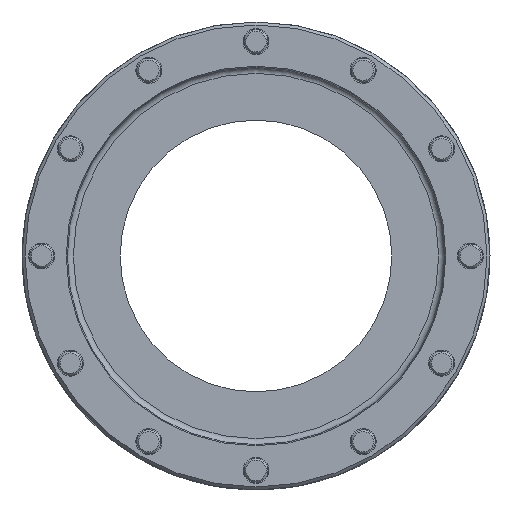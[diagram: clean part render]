
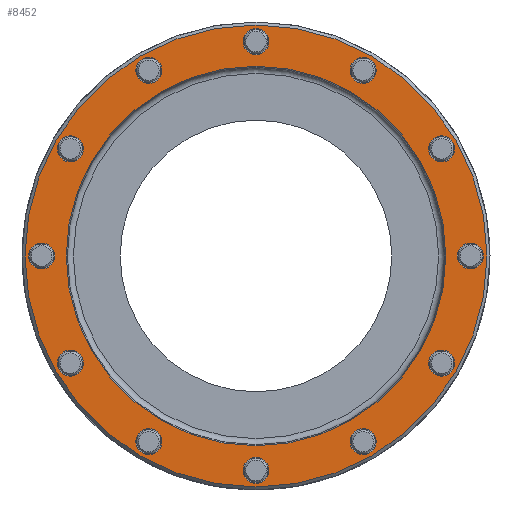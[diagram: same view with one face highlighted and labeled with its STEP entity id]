
A CAD part, left-side view. The second image highlights one B-rep face of the part: STEP entity #8452.
In plain terms, the highlighted planar face has unit normal (-1, 0, 0).
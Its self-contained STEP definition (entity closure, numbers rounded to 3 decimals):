
#3283=ORIENTED_EDGE('',*,*,#4450,.F.);
#3284=ORIENTED_EDGE('',*,*,#4453,.T.);
#3285=ORIENTED_EDGE('',*,*,#4458,.F.);
#3286=ORIENTED_EDGE('',*,*,#4459,.F.);
#3287=ORIENTED_EDGE('',*,*,#4460,.F.);
#3288=ORIENTED_EDGE('',*,*,#4461,.F.);
#3289=ORIENTED_EDGE('',*,*,#4462,.F.);
#3290=ORIENTED_EDGE('',*,*,#4463,.F.);
#3291=ORIENTED_EDGE('',*,*,#4464,.F.);
#3292=ORIENTED_EDGE('',*,*,#4465,.F.);
#3293=ORIENTED_EDGE('',*,*,#4466,.F.);
#3294=ORIENTED_EDGE('',*,*,#4467,.F.);
#3295=ORIENTED_EDGE('',*,*,#4468,.F.);
#3296=ORIENTED_EDGE('',*,*,#4448,.T.);
#4448=EDGE_CURVE('',#5203,#5203,#5692,.T.);
#4450=EDGE_CURVE('',#5205,#5205,#5694,.T.);
#4453=EDGE_CURVE('',#5208,#5208,#5697,.T.);
#4458=EDGE_CURVE('',#5213,#5213,#5702,.T.);
#4459=EDGE_CURVE('',#5214,#5214,#5703,.T.);
#4460=EDGE_CURVE('',#5215,#5215,#5704,.T.);
#4461=EDGE_CURVE('',#5216,#5216,#5705,.T.);
#4462=EDGE_CURVE('',#5217,#5217,#5706,.T.);
#4463=EDGE_CURVE('',#5218,#5218,#5707,.T.);
#4464=EDGE_CURVE('',#5219,#5219,#5708,.T.);
#4465=EDGE_CURVE('',#5220,#5220,#5709,.T.);
#4466=EDGE_CURVE('',#5221,#5221,#5710,.T.);
#4467=EDGE_CURVE('',#5222,#5222,#5711,.T.);
#4468=EDGE_CURVE('',#5223,#5223,#5712,.T.);
#5203=VERTEX_POINT('',#14474);
#5205=VERTEX_POINT('',#14479);
#5208=VERTEX_POINT('',#14488);
#5213=VERTEX_POINT('',#14505);
#5214=VERTEX_POINT('',#14507);
#5215=VERTEX_POINT('',#14509);
#5216=VERTEX_POINT('',#14511);
#5217=VERTEX_POINT('',#14513);
#5218=VERTEX_POINT('',#14515);
#5219=VERTEX_POINT('',#14517);
#5220=VERTEX_POINT('',#14519);
#5221=VERTEX_POINT('',#14521);
#5222=VERTEX_POINT('',#14523);
#5223=VERTEX_POINT('',#14525);
#5692=CIRCLE('',#9455,76.5);
#5694=CIRCLE('',#9458,4.3);
#5697=CIRCLE('',#9464,62.864);
#5702=CIRCLE('',#9476,4.3);
#5703=CIRCLE('',#9477,4.3);
#5704=CIRCLE('',#9478,4.3);
#5705=CIRCLE('',#9479,4.3);
#5706=CIRCLE('',#9480,4.3);
#5707=CIRCLE('',#9481,4.3);
#5708=CIRCLE('',#9482,4.3);
#5709=CIRCLE('',#9483,4.3);
#5710=CIRCLE('',#9484,4.3);
#5711=CIRCLE('',#9485,4.3);
#5712=CIRCLE('',#9486,4.3);
#6492=EDGE_LOOP('',(#3283));
#6493=EDGE_LOOP('',(#3284));
#6494=EDGE_LOOP('',(#3285));
#6495=EDGE_LOOP('',(#3286));
#6496=EDGE_LOOP('',(#3287));
#6497=EDGE_LOOP('',(#3288));
#6498=EDGE_LOOP('',(#3289));
#6499=EDGE_LOOP('',(#3290));
#6500=EDGE_LOOP('',(#3291));
#6501=EDGE_LOOP('',(#3292));
#6502=EDGE_LOOP('',(#3293));
#6503=EDGE_LOOP('',(#3294));
#6504=EDGE_LOOP('',(#3295));
#6505=EDGE_LOOP('',(#3296));
#7379=FACE_BOUND('',#6492,.T.);
#7380=FACE_BOUND('',#6493,.T.);
#7381=FACE_BOUND('',#6494,.T.);
#7382=FACE_BOUND('',#6495,.T.);
#7383=FACE_BOUND('',#6496,.T.);
#7384=FACE_BOUND('',#6497,.T.);
#7385=FACE_BOUND('',#6498,.T.);
#7386=FACE_BOUND('',#6499,.T.);
#7387=FACE_BOUND('',#6500,.T.);
#7388=FACE_BOUND('',#6501,.T.);
#7389=FACE_BOUND('',#6502,.T.);
#7390=FACE_BOUND('',#6503,.T.);
#7391=FACE_BOUND('',#6504,.T.);
#7392=FACE_BOUND('',#6505,.T.);
#7890=PLANE('',#9475);
#8452=ADVANCED_FACE('',(#7379,#7380,#7381,#7382,#7383,#7384,#7385,#7386,
#7387,#7388,#7389,#7390,#7391,#7392),#7890,.T.);
#9455=AXIS2_PLACEMENT_3D('',#14473,#11999,#12000);
#9458=AXIS2_PLACEMENT_3D('',#14478,#12005,#12006);
#9464=AXIS2_PLACEMENT_3D('',#14487,#12017,#12018);
#9475=AXIS2_PLACEMENT_3D('',#14503,#12039,#12040);
#9476=AXIS2_PLACEMENT_3D('',#14504,#12041,#12042);
#9477=AXIS2_PLACEMENT_3D('',#14506,#12043,#12044);
#9478=AXIS2_PLACEMENT_3D('',#14508,#12045,#12046);
#9479=AXIS2_PLACEMENT_3D('',#14510,#12047,#12048);
#9480=AXIS2_PLACEMENT_3D('',#14512,#12049,#12050);
#9481=AXIS2_PLACEMENT_3D('',#14514,#12051,#12052);
#9482=AXIS2_PLACEMENT_3D('',#14516,#12053,#12054);
#9483=AXIS2_PLACEMENT_3D('',#14518,#12055,#12056);
#9484=AXIS2_PLACEMENT_3D('',#14520,#12057,#12058);
#9485=AXIS2_PLACEMENT_3D('',#14522,#12059,#12060);
#9486=AXIS2_PLACEMENT_3D('',#14524,#12061,#12062);
#11999=DIRECTION('',(-1.,0.,0.));
#12000=DIRECTION('',(0.,0.,-1.));
#12005=DIRECTION('',(-1.,0.,0.));
#12006=DIRECTION('',(0.,0.,-1.));
#12017=DIRECTION('',(1.,0.,0.));
#12018=DIRECTION('',(0.,0.,1.));
#12039=DIRECTION('',(-1.,0.,0.));
#12040=DIRECTION('',(0.,0.,-1.));
#12041=DIRECTION('',(-1.,0.,0.));
#12042=DIRECTION('',(0.,0.5,-0.866));
#12043=DIRECTION('',(-1.,0.,0.));
#12044=DIRECTION('',(0.,0.866,-0.5));
#12045=DIRECTION('',(-1.,0.,0.));
#12046=DIRECTION('',(0.,1.,0.));
#12047=DIRECTION('',(-1.,0.,0.));
#12048=DIRECTION('',(0.,0.866,0.5));
#12049=DIRECTION('',(-1.,0.,0.));
#12050=DIRECTION('',(0.,0.5,0.866));
#12051=DIRECTION('',(-1.,0.,0.));
#12052=DIRECTION('',(0.,0.,1.));
#12053=DIRECTION('',(-1.,0.,0.));
#12054=DIRECTION('',(0.,-0.5,0.866));
#12055=DIRECTION('',(-1.,0.,0.));
#12056=DIRECTION('',(0.,-0.866,0.5));
#12057=DIRECTION('',(-1.,0.,0.));
#12058=DIRECTION('',(0.,-1.,0.));
#12059=DIRECTION('',(-1.,0.,0.));
#12060=DIRECTION('',(0.,-0.866,-0.5));
#12061=DIRECTION('',(-1.,0.,0.));
#12062=DIRECTION('',(0.,-0.5,-0.866));
#14473=CARTESIAN_POINT('',(-39.819,0.,0.));
#14474=CARTESIAN_POINT('',(-39.819,0.,-76.5));
#14478=CARTESIAN_POINT('',(-39.819,0.,71.));
#14479=CARTESIAN_POINT('',(-39.819,0.,66.7));
#14487=CARTESIAN_POINT('',(-39.819,0.,0.));
#14488=CARTESIAN_POINT('',(-39.819,0.,62.864));
#14503=CARTESIAN_POINT('',(-39.819,0.,77.5));
#14504=CARTESIAN_POINT('',(-39.819,-35.5,61.488));
#14505=CARTESIAN_POINT('',(-39.819,-33.35,57.764));
#14506=CARTESIAN_POINT('',(-39.819,-61.488,35.5));
#14507=CARTESIAN_POINT('',(-39.819,-57.764,33.35));
#14508=CARTESIAN_POINT('',(-39.819,-71.,0.));
#14509=CARTESIAN_POINT('',(-39.819,-66.7,0.));
#14510=CARTESIAN_POINT('',(-39.819,-61.488,-35.5));
#14511=CARTESIAN_POINT('',(-39.819,-57.764,-33.35));
#14512=CARTESIAN_POINT('',(-39.819,-35.5,-61.488));
#14513=CARTESIAN_POINT('',(-39.819,-33.35,-57.764));
#14514=CARTESIAN_POINT('',(-39.819,0.,-71.));
#14515=CARTESIAN_POINT('',(-39.819,0.,-66.7));
#14516=CARTESIAN_POINT('',(-39.819,35.5,-61.488));
#14517=CARTESIAN_POINT('',(-39.819,33.35,-57.764));
#14518=CARTESIAN_POINT('',(-39.819,61.488,-35.5));
#14519=CARTESIAN_POINT('',(-39.819,57.764,-33.35));
#14520=CARTESIAN_POINT('',(-39.819,71.,0.));
#14521=CARTESIAN_POINT('',(-39.819,66.7,0.));
#14522=CARTESIAN_POINT('',(-39.819,61.488,35.5));
#14523=CARTESIAN_POINT('',(-39.819,57.764,33.35));
#14524=CARTESIAN_POINT('',(-39.819,35.5,61.488));
#14525=CARTESIAN_POINT('',(-39.819,33.35,57.764));
